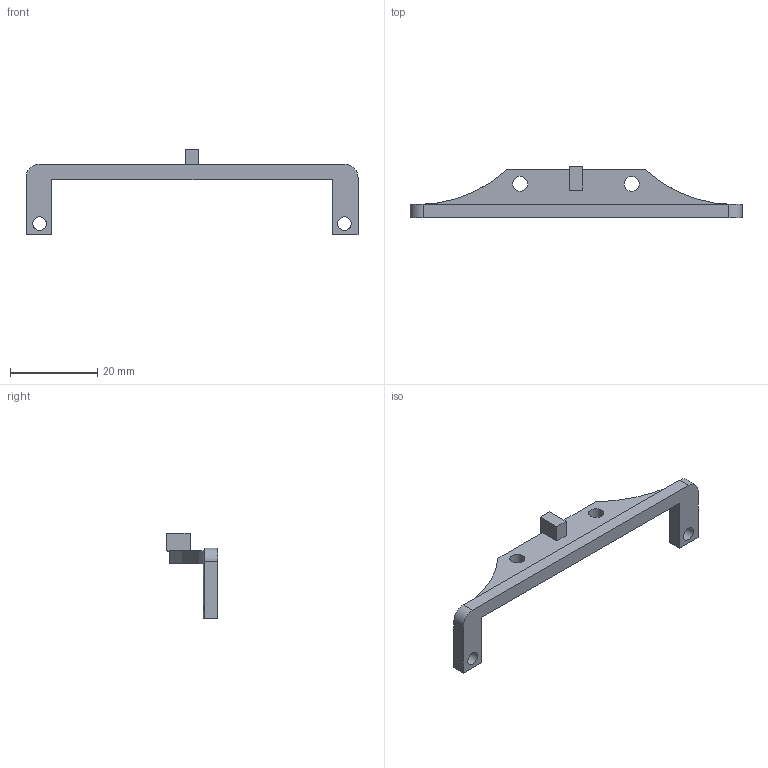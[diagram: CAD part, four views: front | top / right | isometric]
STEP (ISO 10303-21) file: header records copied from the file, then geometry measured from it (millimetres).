
FILE_DESCRIPTION(/* description */ ('','CAx-IF Rec.Pracs.---Representation and Presentation of Product Manufacturing Information (PMI)---4.0---2014-10-13'),/* implementation_level */ '2;1');
FILE_NAME(/* name */ 'IR Mout V2.step',/* time_stamp */ '2024-12-12T21:40:59-08:00',/* author */ (''),/* organization */ (''),/* preprocessor_version */ 'ST-DEVELOPER v20',/* originating_system */ 'Autodesk Translation Framework v13.20.0.188',/* authorisation */ '');
FILE_SCHEMA (('AP242_MANAGED_MODEL_BASED_3D_ENGINEERING_MIM_LF { 1 0 10303 442 1 1 4 }'));
Length unit declared in the file: metre
Products named in the file (1): IR Mout V2
Bounding box: 76.2 x 11.74 x 19.7 mm (x, y, z)
Volume: 2284.4 mm3; surface area: 2311.9 mm2
Topology: 1 solids, 1 shells, 28 faces, 84 edges, 56 vertices
Faces by surface type: plane 19, cylinder 9
Full cylindrical faces by diameter (mm): 3.175 x2, 3.418 x2
Entity records: 1051 total; most frequent: CARTESIAN_POINT 228, ORIENTED_EDGE 168, DIRECTION 160, EDGE_CURVE 84, LINE 60, VECTOR 60, VERTEX_POINT 56, AXIS2_PLACEMENT_3D 50
